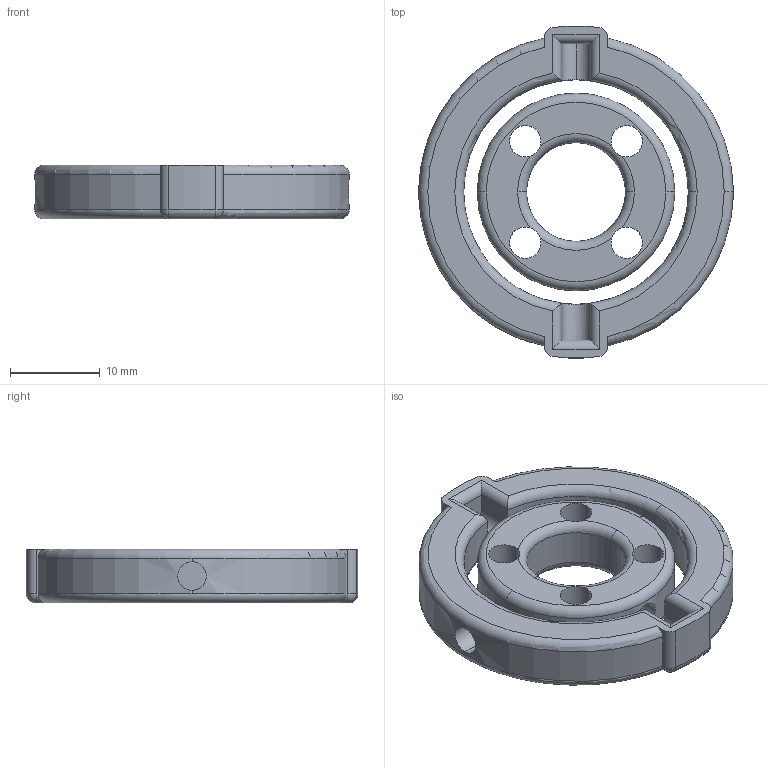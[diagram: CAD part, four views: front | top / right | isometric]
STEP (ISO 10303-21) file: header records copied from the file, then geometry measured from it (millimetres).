
FILE_DESCRIPTION (( 'STEP AP214' ), '1' );
FILE_NAME ('Z_Nut_Inner.STEP', '2016-05-08T19:43:40', ( '' ), ( '' ), 'SwSTEP 2.0', 'SolidWorks 2016', '' );
FILE_SCHEMA (( 'AUTOMOTIVE_DESIGN' ));
Length unit declared in the file: millimetre
Products named in the file (1): Z_Nut_Inner
Bounding box: 35 x 36.96 x 6 mm (x, y, z)
Volume: 4007.7 mm3; surface area: 3487.9 mm2
Topology: 2 solids, 2 shells, 87 faces, 227 edges, 139 vertices
Faces by surface type: cylinder 44, torus 21, plane 18, sphere 4
Entity records: 3144 total; most frequent: CARTESIAN_POINT 921, DIRECTION 487, ORIENTED_EDGE 454, EDGE_CURVE 227, AXIS2_PLACEMENT_3D 207, VERTEX_POINT 139, CIRCLE 119, EDGE_LOOP 94
